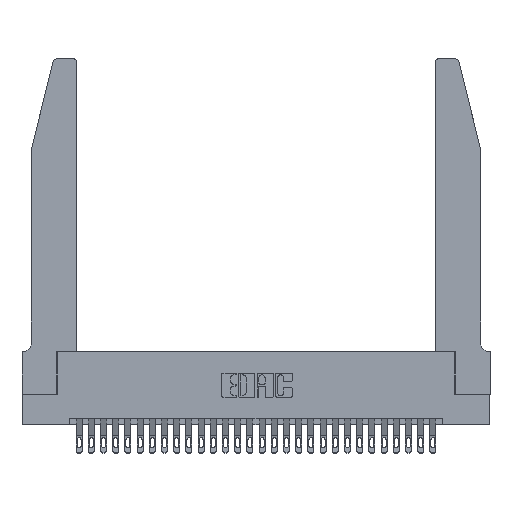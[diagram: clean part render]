
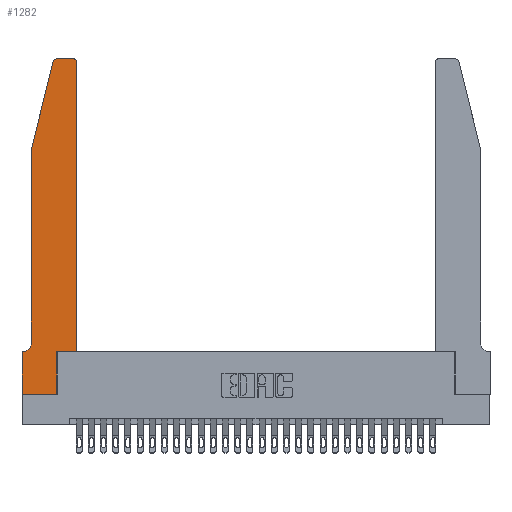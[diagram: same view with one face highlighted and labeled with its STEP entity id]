
A CAD part, top view. The second image highlights one B-rep face of the part: STEP entity #1282.
In plain terms, the highlighted planar face has unit normal (0, 0, 1).
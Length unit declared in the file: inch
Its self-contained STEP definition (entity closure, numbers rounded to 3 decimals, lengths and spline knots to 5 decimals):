
#1282 = ADVANCED_FACE ( 'NONE', ( #17317 ), #15768, .T. ) ;
#1712 = ORIENTED_EDGE ( 'NONE', *, *, #17451, .T. ) ;
#1812 = VERTEX_POINT ( 'NONE', #28168 ) ;
#1885 = DIRECTION ( 'NONE',  ( 1., 0., 0. ) ) ;
#1963 = ORIENTED_EDGE ( 'NONE', *, *, #18724, .T. ) ;
#2107 = DIRECTION ( 'NONE',  ( -1., 0., 0. ) ) ;
#2684 = DIRECTION ( 'NONE',  ( 0., 0., 1. ) ) ;
#2808 = ORIENTED_EDGE ( 'NONE', *, *, #23531, .T. ) ;
#3872 = VECTOR ( 'NONE', #19447, 39.37008 ) ;
#3997 = VECTOR ( 'NONE', #11633, 39.37008 ) ;
#4317 = CARTESIAN_POINT ( 'NONE',  ( 0., 0.35, 0.37 ) ) ;
#4351 = LINE ( 'NONE', #16681, #3997 ) ;
#5008 = CARTESIAN_POINT ( 'NONE',  ( 0., 0., 0.37 ) ) ;
#5914 = AXIS2_PLACEMENT_3D ( 'NONE', #8766, #29725, #1885 ) ;
#6106 = VERTEX_POINT ( 'NONE', #25113 ) ;
#6159 = EDGE_CURVE ( 'NONE', #26036, #17563, #14582, .T. ) ;
#6209 = LINE ( 'NONE', #28354, #17814 ) ;
#6425 = AXIS2_PLACEMENT_3D ( 'NONE', #14200, #30145, #2107 ) ;
#6793 = DIRECTION ( 'NONE',  ( -1., 0., 0. ) ) ;
#6944 = CARTESIAN_POINT ( 'NONE',  ( 0.0755, 2., 0.37 ) ) ;
#7582 = VECTOR ( 'NONE', #14949, 39.37008 ) ;
#7648 = LINE ( 'NONE', #15485, #29134 ) ;
#8112 = ORIENTED_EDGE ( 'NONE', *, *, #17091, .T. ) ;
#8600 = EDGE_LOOP ( 'NONE', ( #17531, #2808, #17516, #29309, #1963, #14771, #27068, #28149, #8112, #19550, #10420, #1712 ) ) ;
#8762 = AXIS2_PLACEMENT_3D ( 'NONE', #16645, #2684, #21341 ) ;
#8766 = CARTESIAN_POINT ( 'NONE',  ( 0.284, 2.72, 0.37 ) ) ;
#9010 = CARTESIAN_POINT ( 'NONE',  ( 0., 0., 0.37 ) ) ;
#9283 = VERTEX_POINT ( 'NONE', #12499 ) ;
#9303 = VERTEX_POINT ( 'NONE', #24444 ) ;
#9590 = VERTEX_POINT ( 'NONE', #23746 ) ;
#9779 = DIRECTION ( 'NONE',  ( 1., 0., 0. ) ) ;
#10214 = CARTESIAN_POINT ( 'NONE',  ( 0.4505, 0.35, 0.37 ) ) ;
#10371 = VERTEX_POINT ( 'NONE', #16145 ) ;
#10420 = ORIENTED_EDGE ( 'NONE', *, *, #25863, .T. ) ;
#11273 = CIRCLE ( 'NONE', #8762, 0.03 ) ;
#11560 = EDGE_CURVE ( 'NONE', #13193, #13042, #29641, .T. ) ;
#11633 = DIRECTION ( 'NONE',  ( -1., 0., 0. ) ) ;
#12499 = CARTESIAN_POINT ( 'NONE',  ( 0.0055, 0.35, 0.37 ) ) ;
#12566 = CARTESIAN_POINT ( 'NONE',  ( 0.0755, 2., 0.37 ) ) ;
#13042 = VERTEX_POINT ( 'NONE', #21412 ) ;
#13193 = VERTEX_POINT ( 'NONE', #19148 ) ;
#13306 = EDGE_CURVE ( 'NONE', #13042, #9590, #29149, .T. ) ;
#13310 = LINE ( 'NONE', #18553, #21687 ) ;
#13756 = LINE ( 'NONE', #24467, #7582 ) ;
#13846 = DIRECTION ( 'NONE',  ( 1., 0., 0. ) ) ;
#13908 = EDGE_CURVE ( 'NONE', #9283, #20244, #4351, .T. ) ;
#14200 = CARTESIAN_POINT ( 'NONE',  ( 0.0055, 0.42, 0.37 ) ) ;
#14582 = LINE ( 'NONE', #5008, #28818 ) ;
#14771 = ORIENTED_EDGE ( 'NONE', *, *, #13908, .T. ) ;
#14949 = DIRECTION ( 'NONE',  ( 0., 1., 0. ) ) ;
#15085 = DIRECTION ( 'NONE',  ( 0., -1., 0. ) ) ;
#15416 = AXIS2_PLACEMENT_3D ( 'NONE', #4317, #22527, #13846 ) ;
#15485 = CARTESIAN_POINT ( 'NONE',  ( 0., 0., 0.37 ) ) ;
#15768 = PLANE ( 'NONE',  #15416 ) ;
#16145 = CARTESIAN_POINT ( 'NONE',  ( 0.4505, 2.72, 0.37 ) ) ;
#16237 = VERTEX_POINT ( 'NONE', #18667 ) ;
#16645 = CARTESIAN_POINT ( 'NONE',  ( 0.4205, 2.72, 0.37 ) ) ;
#16681 = CARTESIAN_POINT ( 'NONE',  ( 0.0755, 0.35, 0.37 ) ) ;
#17091 = EDGE_CURVE ( 'NONE', #17563, #6106, #6209, .T. ) ;
#17098 = CIRCLE ( 'NONE', #5914, 0.03 ) ;
#17317 = FACE_OUTER_BOUND ( 'NONE', #8600, .T. ) ;
#17451 = EDGE_CURVE ( 'NONE', #10371, #16237, #11273, .T. ) ;
#17516 = ORIENTED_EDGE ( 'NONE', *, *, #11560, .T. ) ;
#17531 = ORIENTED_EDGE ( 'NONE', *, *, #19281, .T. ) ;
#17563 = VERTEX_POINT ( 'NONE', #26350 ) ;
#17814 = VECTOR ( 'NONE', #18936, 39.37008 ) ;
#18180 = DIRECTION ( 'NONE',  ( -0.239, -0.971, 0. ) ) ;
#18438 = CIRCLE ( 'NONE', #6425, 0.07 ) ;
#18553 = CARTESIAN_POINT ( 'NONE',  ( 0.2605, 2.75, 0.37 ) ) ;
#18667 = CARTESIAN_POINT ( 'NONE',  ( 0.4205, 2.75, 0.37 ) ) ;
#18724 = EDGE_CURVE ( 'NONE', #9590, #9283, #18438, .T. ) ;
#18936 = DIRECTION ( 'NONE',  ( 0., 1., 0. ) ) ;
#19148 = CARTESIAN_POINT ( 'NONE',  ( 0.25487, 2.72718, 0.37 ) ) ;
#19281 = EDGE_CURVE ( 'NONE', #16237, #1812, #13310, .T. ) ;
#19447 = DIRECTION ( 'NONE',  ( 1., 0., 0. ) ) ;
#19449 = EDGE_CURVE ( 'NONE', #6106, #9303, #29372, .T. ) ;
#19550 = ORIENTED_EDGE ( 'NONE', *, *, #19449, .T. ) ;
#19721 = CARTESIAN_POINT ( 'NONE',  ( 0., 0.35, 0.37 ) ) ;
#20244 = VERTEX_POINT ( 'NONE', #19721 ) ;
#21341 = DIRECTION ( 'NONE',  ( 1., 0., 0. ) ) ;
#21412 = CARTESIAN_POINT ( 'NONE',  ( 0.0755, 2., 0.37 ) ) ;
#21687 = VECTOR ( 'NONE', #6793, 39.37008 ) ;
#21847 = VECTOR ( 'NONE', #15085, 39.37008 ) ;
#22527 = DIRECTION ( 'NONE',  ( 0., 0., 1. ) ) ;
#22721 = VECTOR ( 'NONE', #18180, 39.37008 ) ;
#23181 = DIRECTION ( 'NONE',  ( 0., -1., 0. ) ) ;
#23531 = EDGE_CURVE ( 'NONE', #1812, #13193, #17098, .T. ) ;
#23746 = CARTESIAN_POINT ( 'NONE',  ( 0.0755, 0.42, 0.37 ) ) ;
#24444 = CARTESIAN_POINT ( 'NONE',  ( 0.4505, 0.35, 0.37 ) ) ;
#24467 = CARTESIAN_POINT ( 'NONE',  ( 0.4505, 0.35, 0.37 ) ) ;
#24916 = EDGE_CURVE ( 'NONE', #20244, #26036, #7648, .T. ) ;
#25113 = CARTESIAN_POINT ( 'NONE',  ( 0.2865, 0.35, 0.37 ) ) ;
#25863 = EDGE_CURVE ( 'NONE', #9303, #10371, #13756, .T. ) ;
#26036 = VERTEX_POINT ( 'NONE', #9010 ) ;
#26350 = CARTESIAN_POINT ( 'NONE',  ( 0.2865, 0., 0.37 ) ) ;
#27068 = ORIENTED_EDGE ( 'NONE', *, *, #24916, .T. ) ;
#28149 = ORIENTED_EDGE ( 'NONE', *, *, #6159, .T. ) ;
#28168 = CARTESIAN_POINT ( 'NONE',  ( 0.284, 2.75, 0.37 ) ) ;
#28354 = CARTESIAN_POINT ( 'NONE',  ( 0.2865, 0.35, 0.37 ) ) ;
#28818 = VECTOR ( 'NONE', #9779, 39.37008 ) ;
#29134 = VECTOR ( 'NONE', #23181, 39.37008 ) ;
#29149 = LINE ( 'NONE', #12566, #21847 ) ;
#29309 = ORIENTED_EDGE ( 'NONE', *, *, #13306, .T. ) ;
#29372 = LINE ( 'NONE', #10214, #3872 ) ;
#29641 = LINE ( 'NONE', #6944, #22721 ) ;
#29725 = DIRECTION ( 'NONE',  ( 0., 0., 1. ) ) ;
#30145 = DIRECTION ( 'NONE',  ( 0., 0., -1. ) ) ;
